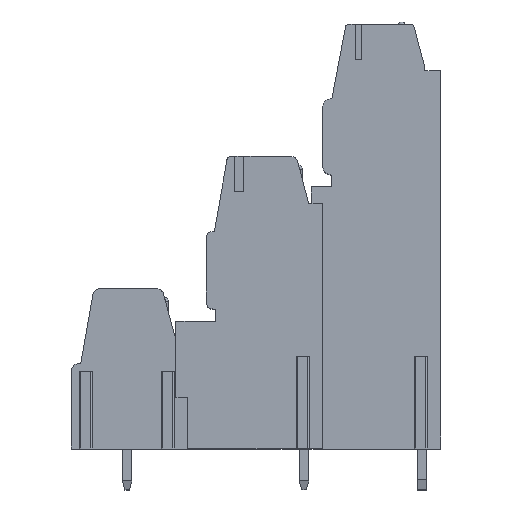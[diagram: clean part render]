
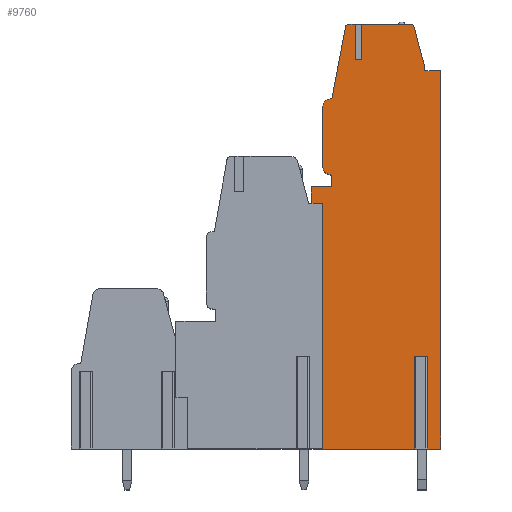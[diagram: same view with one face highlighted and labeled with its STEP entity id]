
A CAD part, top view. The second image highlights one B-rep face of the part: STEP entity #9760.
In plain terms, the highlighted planar face has unit normal (0, 0, 1).
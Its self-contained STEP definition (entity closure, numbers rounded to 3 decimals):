
#13=DIRECTION('',(0.,1.,0.));
#14=VECTOR('',#13,14.45);
#15=CARTESIAN_POINT('',(1.,-19.1,17.78));
#16=LINE('',#15,#14);
#17=DIRECTION('',(0.,-1.,0.));
#18=VECTOR('',#17,1.45);
#19=CARTESIAN_POINT('',(0.,3.5,17.78));
#20=LINE('',#19,#18);
#21=DIRECTION('',(-1.,0.,0.));
#22=VECTOR('',#21,1.8);
#23=CARTESIAN_POINT('',(1.8,3.5,17.78));
#24=LINE('',#23,#22);
#25=DIRECTION('',(0.,-1.,0.));
#26=VECTOR('',#25,1.);
#27=CARTESIAN_POINT('',(1.8,4.5,17.78));
#28=LINE('',#27,#26);
#29=CARTESIAN_POINT('',(1.8,5.3,17.78));
#30=DIRECTION('',(0.,0.,1.));
#31=DIRECTION('',(-1.,0.,0.));
#32=AXIS2_PLACEMENT_3D('',#29,#30,#31);
#34=DIRECTION('',(0.,-1.,0.));
#35=VECTOR('',#34,5.);
#36=CARTESIAN_POINT('',(1.,10.3,17.78));
#37=LINE('',#36,#35);
#38=CARTESIAN_POINT('',(1.8,10.3,17.78));
#39=DIRECTION('',(0.,0.,1.));
#40=DIRECTION('',(0.,1.,0.));
#41=AXIS2_PLACEMENT_3D('',#38,#39,#40);
#43=DIRECTION('',(-0.186,-0.983,0.));
#44=VECTOR('',#43,6.265);
#45=CARTESIAN_POINT('',(2.964,17.256,17.78));
#46=LINE('',#45,#44);
#47=CARTESIAN_POINT('',(3.259,17.2,17.78));
#48=DIRECTION('',(0.,0.,1.));
#49=DIRECTION('',(0.,1.,0.));
#50=AXIS2_PLACEMENT_3D('',#47,#48,#49);
#52=DIRECTION('',(-1.,0.,0.));
#53=VECTOR('',#52,0.551);
#54=CARTESIAN_POINT('',(3.81,17.5,17.78));
#55=LINE('',#54,#53);
#56=DIRECTION('',(0.,-1.,0.));
#57=VECTOR('',#56,3.05);
#58=CARTESIAN_POINT('',(3.81,17.5,17.78));
#59=LINE('',#58,#57);
#60=DIRECTION('',(1.,0.,0.));
#61=VECTOR('',#60,0.5);
#62=CARTESIAN_POINT('',(3.81,14.45,17.78));
#63=LINE('',#62,#61);
#64=DIRECTION('',(0.,-1.,0.));
#65=VECTOR('',#64,3.05);
#66=CARTESIAN_POINT('',(4.31,17.5,17.78));
#67=LINE('',#66,#65);
#68=DIRECTION('',(-1.,0.,0.));
#69=VECTOR('',#68,4.27);
#70=CARTESIAN_POINT('',(8.58,17.5,17.78));
#71=LINE('',#70,#69);
#72=CARTESIAN_POINT('',(8.58,17.2,17.78));
#73=DIRECTION('',(0.,0.,1.));
#74=DIRECTION('',(0.965,0.261,0.));
#75=AXIS2_PLACEMENT_3D('',#72,#73,#74);
#77=DIRECTION('',(-0.261,0.965,0.));
#78=VECTOR('',#77,3.539);
#79=CARTESIAN_POINT('',(9.792,13.861,17.78));
#80=LINE('',#79,#78);
#81=DIRECTION('',(-0.035,0.999,0.));
#82=VECTOR('',#81,0.361);
#83=CARTESIAN_POINT('',(9.805,13.5,17.78));
#84=LINE('',#83,#82);
#85=DIRECTION('',(-1.,0.,0.));
#86=VECTOR('',#85,1.355);
#87=CARTESIAN_POINT('',(11.16,13.5,17.78));
#88=LINE('',#87,#86);
#89=DIRECTION('',(0.,1.,0.));
#90=VECTOR('',#89,32.6);
#91=CARTESIAN_POINT('',(11.16,-19.1,17.78));
#92=LINE('',#91,#90);
#93=DIRECTION('',(1.,0.,0.));
#94=VECTOR('',#93,1.39);
#95=CARTESIAN_POINT('',(9.77,-19.1,17.78));
#96=LINE('',#95,#94);
#97=DIRECTION('',(0.,1.,0.));
#98=VECTOR('',#97,8.);
#99=CARTESIAN_POINT('',(9.77,-19.1,17.78));
#100=LINE('',#99,#98);
#101=DIRECTION('',(-1.,0.,0.));
#102=VECTOR('',#101,0.62);
#103=CARTESIAN_POINT('',(9.77,-11.1,17.78));
#104=LINE('',#103,#102);
#105=DIRECTION('',(0.,1.,0.));
#106=VECTOR('',#105,8.);
#107=CARTESIAN_POINT('',(9.15,-19.1,17.78));
#108=LINE('',#107,#106);
#109=DIRECTION('',(1.,0.,0.));
#110=VECTOR('',#109,8.15);
#111=CARTESIAN_POINT('',(1.,-19.1,17.78));
#112=LINE('',#111,#110);
#133=DIRECTION('',(-1.,0.,0.));
#134=VECTOR('',#133,1.195);
#135=CARTESIAN_POINT('',(1.,-4.65,17.78));
#136=LINE('',#135,#134);
#141=DIRECTION('',(-1.,0.,0.));
#142=VECTOR('',#141,0.195);
#143=CARTESIAN_POINT('',(0.,2.05,17.78));
#144=LINE('',#143,#142);
#181=DIRECTION('',(0.,-1.,0.));
#182=VECTOR('',#181,6.7);
#183=CARTESIAN_POINT('',(-0.195,2.05,17.78));
#184=LINE('',#183,#182);
#7615=CARTESIAN_POINT('',(11.16,-19.1,17.78));
#7616=CARTESIAN_POINT('',(11.16,13.5,17.78));
#7617=VERTEX_POINT('',#7615);
#7618=VERTEX_POINT('',#7616);
#7619=CARTESIAN_POINT('',(9.805,13.5,17.78));
#7620=VERTEX_POINT('',#7619);
#7621=CARTESIAN_POINT('',(9.792,13.861,17.78));
#7622=VERTEX_POINT('',#7621);
#7623=CARTESIAN_POINT('',(8.87,17.278,17.78));
#7624=VERTEX_POINT('',#7623);
#7625=CARTESIAN_POINT('',(8.58,17.5,17.78));
#7626=VERTEX_POINT('',#7625);
#7627=CARTESIAN_POINT('',(3.259,17.5,17.78));
#7628=CARTESIAN_POINT('',(2.964,17.256,17.78));
#7629=VERTEX_POINT('',#7627);
#7630=VERTEX_POINT('',#7628);
#7631=CARTESIAN_POINT('',(1.8,11.1,17.78));
#7632=VERTEX_POINT('',#7631);
#7633=CARTESIAN_POINT('',(1.,10.3,17.78));
#7634=VERTEX_POINT('',#7633);
#7635=CARTESIAN_POINT('',(1.,5.3,17.78));
#7636=VERTEX_POINT('',#7635);
#7637=CARTESIAN_POINT('',(1.8,4.5,17.78));
#7638=VERTEX_POINT('',#7637);
#7639=CARTESIAN_POINT('',(1.8,3.5,17.78));
#7640=VERTEX_POINT('',#7639);
#7641=CARTESIAN_POINT('',(0.,3.5,17.78));
#7642=VERTEX_POINT('',#7641);
#7741=CARTESIAN_POINT('',(1.,-19.1,17.78));
#7742=VERTEX_POINT('',#7741);
#7767=CARTESIAN_POINT('',(9.77,-11.1,17.78));
#7768=CARTESIAN_POINT('',(9.15,-11.1,17.78));
#7769=VERTEX_POINT('',#7767);
#7770=VERTEX_POINT('',#7768);
#7771=CARTESIAN_POINT('',(9.77,-19.1,17.78));
#7772=VERTEX_POINT('',#7771);
#7773=CARTESIAN_POINT('',(9.15,-19.1,17.78));
#7774=VERTEX_POINT('',#7773);
#7811=CARTESIAN_POINT('',(3.81,14.45,17.78));
#7812=CARTESIAN_POINT('',(4.31,14.45,17.78));
#7813=VERTEX_POINT('',#7811);
#7814=VERTEX_POINT('',#7812);
#7815=CARTESIAN_POINT('',(4.31,17.5,17.78));
#7816=VERTEX_POINT('',#7815);
#7817=CARTESIAN_POINT('',(3.81,17.5,17.78));
#7818=VERTEX_POINT('',#7817);
#8195=CARTESIAN_POINT('',(-0.195,-4.65,17.78));
#8197=VERTEX_POINT('',#8195);
#8199=CARTESIAN_POINT('',(0.,2.05,17.78));
#8200=CARTESIAN_POINT('',(-0.195,2.05,17.78));
#8201=VERTEX_POINT('',#8199);
#8202=VERTEX_POINT('',#8200);
#8207=CARTESIAN_POINT('',(1.,-4.65,17.78));
#8209=VERTEX_POINT('',#8207);
#9699=CARTESIAN_POINT('',(0.,0.,17.78));
#9700=DIRECTION('',(0.,0.,1.));
#9701=DIRECTION('',(1.,0.,0.));
#9702=AXIS2_PLACEMENT_3D('',#9699,#9700,#9701);
#9703=PLANE('',#9702);
#9705=ORIENTED_EDGE('',*,*,#9704,.T.);
#9707=ORIENTED_EDGE('',*,*,#9706,.T.);
#9709=ORIENTED_EDGE('',*,*,#9708,.F.);
#9711=ORIENTED_EDGE('',*,*,#9710,.F.);
#9713=ORIENTED_EDGE('',*,*,#9712,.F.);
#9715=ORIENTED_EDGE('',*,*,#9714,.F.);
#9717=ORIENTED_EDGE('',*,*,#9716,.F.);
#9719=ORIENTED_EDGE('',*,*,#9718,.F.);
#9721=ORIENTED_EDGE('',*,*,#9720,.F.);
#9723=ORIENTED_EDGE('',*,*,#9722,.F.);
#9725=ORIENTED_EDGE('',*,*,#9724,.F.);
#9727=ORIENTED_EDGE('',*,*,#9726,.F.);
#9729=ORIENTED_EDGE('',*,*,#9728,.F.);
#9731=ORIENTED_EDGE('',*,*,#9730,.T.);
#9733=ORIENTED_EDGE('',*,*,#9732,.T.);
#9735=ORIENTED_EDGE('',*,*,#9734,.F.);
#9737=ORIENTED_EDGE('',*,*,#9736,.F.);
#9739=ORIENTED_EDGE('',*,*,#9738,.F.);
#9741=ORIENTED_EDGE('',*,*,#9740,.F.);
#9743=ORIENTED_EDGE('',*,*,#9742,.F.);
#9745=ORIENTED_EDGE('',*,*,#9744,.F.);
#9747=ORIENTED_EDGE('',*,*,#9746,.F.);
#9749=ORIENTED_EDGE('',*,*,#9748,.F.);
#9751=ORIENTED_EDGE('',*,*,#9750,.T.);
#9753=ORIENTED_EDGE('',*,*,#9752,.T.);
#9755=ORIENTED_EDGE('',*,*,#9754,.F.);
#9757=ORIENTED_EDGE('',*,*,#9756,.F.);
#9758=EDGE_LOOP('',(#9705,#9707,#9709,#9711,#9713,#9715,#9717,#9719,#9721,#9723,
#9725,#9727,#9729,#9731,#9733,#9735,#9737,#9739,#9741,#9743,#9745,#9747,#9749,
#9751,#9753,#9755,#9757));
#9759=FACE_OUTER_BOUND('',#9758,.F.);
#33=CIRCLE('',#32,0.8);
#42=CIRCLE('',#41,0.8);
#51=CIRCLE('',#50,0.3);
#76=CIRCLE('',#75,0.3);
#9704=EDGE_CURVE('',#7742,#8209,#16,.T.);
#9706=EDGE_CURVE('',#8209,#8197,#136,.T.);
#9708=EDGE_CURVE('',#8202,#8197,#184,.T.);
#9710=EDGE_CURVE('',#8201,#8202,#144,.T.);
#9712=EDGE_CURVE('',#7642,#8201,#20,.T.);
#9714=EDGE_CURVE('',#7640,#7642,#24,.T.);
#9716=EDGE_CURVE('',#7638,#7640,#28,.T.);
#9718=EDGE_CURVE('',#7636,#7638,#33,.T.);
#9720=EDGE_CURVE('',#7634,#7636,#37,.T.);
#9722=EDGE_CURVE('',#7632,#7634,#42,.T.);
#9724=EDGE_CURVE('',#7630,#7632,#46,.T.);
#9726=EDGE_CURVE('',#7629,#7630,#51,.T.);
#9728=EDGE_CURVE('',#7818,#7629,#55,.T.);
#9730=EDGE_CURVE('',#7818,#7813,#59,.T.);
#9732=EDGE_CURVE('',#7813,#7814,#63,.T.);
#9734=EDGE_CURVE('',#7816,#7814,#67,.T.);
#9736=EDGE_CURVE('',#7626,#7816,#71,.T.);
#9738=EDGE_CURVE('',#7624,#7626,#76,.T.);
#9740=EDGE_CURVE('',#7622,#7624,#80,.T.);
#9742=EDGE_CURVE('',#7620,#7622,#84,.T.);
#9744=EDGE_CURVE('',#7618,#7620,#88,.T.);
#9746=EDGE_CURVE('',#7617,#7618,#92,.T.);
#9748=EDGE_CURVE('',#7772,#7617,#96,.T.);
#9750=EDGE_CURVE('',#7772,#7769,#100,.T.);
#9752=EDGE_CURVE('',#7769,#7770,#104,.T.);
#9754=EDGE_CURVE('',#7774,#7770,#108,.T.);
#9756=EDGE_CURVE('',#7742,#7774,#112,.T.);
#9760=ADVANCED_FACE('',(#9759),#9703,.T.);
